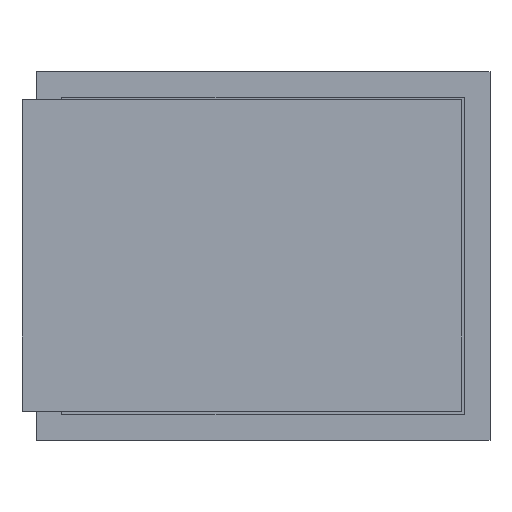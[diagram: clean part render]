
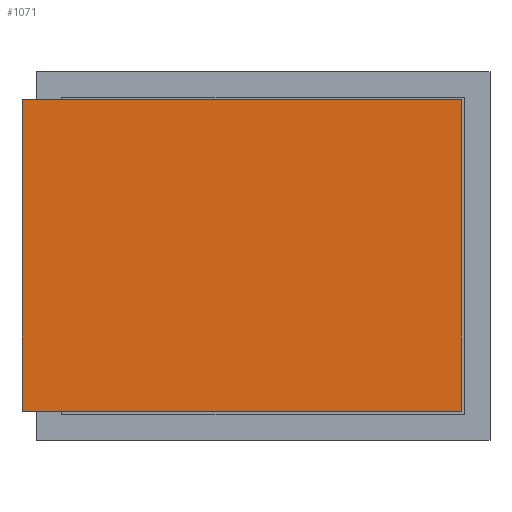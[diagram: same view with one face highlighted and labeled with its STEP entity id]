
A CAD part, top view. The second image highlights one B-rep face of the part: STEP entity #1071.
In plain terms, the highlighted planar face has unit normal (0, 0, 1).
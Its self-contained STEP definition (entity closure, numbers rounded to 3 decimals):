
#35=FACE_OUTER_BOUND('',#91,.T.);
#91=EDGE_LOOP('',(#773,#774,#775,#776));
#135=LINE('',#1460,#288);
#137=LINE('',#1464,#290);
#150=LINE('',#1489,#303);
#175=LINE('',#1540,#328);
#288=VECTOR('',#1189,10.);
#290=VECTOR('',#1193,10.);
#303=VECTOR('',#1212,10.);
#328=VECTOR('',#1253,10.);
#441=VERTEX_POINT('',#1457);
#442=VERTEX_POINT('',#1459);
#443=VERTEX_POINT('',#1463);
#452=VERTEX_POINT('',#1487);
#543=EDGE_CURVE('',#442,#441,#135,.T.);
#545=EDGE_CURVE('',#443,#442,#137,.T.);
#558=EDGE_CURVE('',#452,#441,#150,.T.);
#583=EDGE_CURVE('',#443,#452,#175,.T.);
#773=ORIENTED_EDGE('',*,*,#543,.T.);
#774=ORIENTED_EDGE('',*,*,#558,.F.);
#775=ORIENTED_EDGE('',*,*,#583,.F.);
#776=ORIENTED_EDGE('',*,*,#545,.T.);
#1015=PLANE('',#1142);
#1071=ADVANCED_FACE('',(#35),#1015,.T.);
#1142=AXIS2_PLACEMENT_3D('',#1556,#1270,#1271);
#1189=DIRECTION('',(1.,0.,0.));
#1193=DIRECTION('',(0.,-1.,0.));
#1212=DIRECTION('',(0.,-1.,0.));
#1253=DIRECTION('',(1.,0.,0.));
#1270=DIRECTION('center_axis',(0.,0.,1.));
#1271=DIRECTION('ref_axis',(-1.,0.,0.));
#1457=CARTESIAN_POINT('',(11.14,-16.871,7.571));
#1459=CARTESIAN_POINT('',(-4.36,-16.871,7.571));
#1460=CARTESIAN_POINT('',(-4.36,-16.871,7.571));
#1463=CARTESIAN_POINT('',(-4.36,-5.871,7.571));
#1464=CARTESIAN_POINT('',(-4.36,-5.871,7.571));
#1487=CARTESIAN_POINT('',(11.14,-5.871,7.571));
#1489=CARTESIAN_POINT('',(11.14,-5.871,7.571));
#1540=CARTESIAN_POINT('',(-4.36,-5.871,7.571));
#1556=CARTESIAN_POINT('Origin',(11.14,-5.871,7.571));
